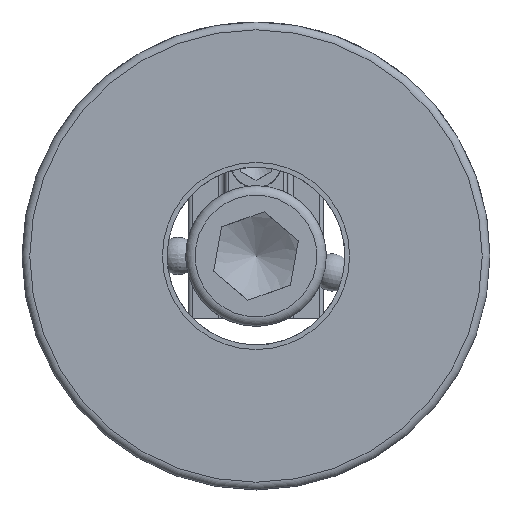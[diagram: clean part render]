
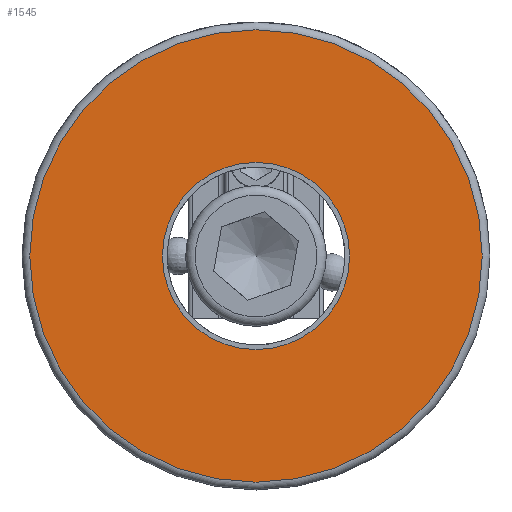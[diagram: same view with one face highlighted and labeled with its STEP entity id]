
A CAD part, left-side view. The second image highlights one B-rep face of the part: STEP entity #1545.
In plain terms, the highlighted face is planar.
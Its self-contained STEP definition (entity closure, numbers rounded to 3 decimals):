
#118=FACE_BOUND('',#290,.T.);
#141=PLANE('',#1810);
#194=FACE_OUTER_BOUND('',#289,.T.);
#289=EDGE_LOOP('',(#1147,#1148));
#290=EDGE_LOOP('',(#1149));
#533=CIRCLE('',#1751,12.);
#571=CIRCLE('',#1807,29.);
#572=CIRCLE('',#1808,29.);
#665=VERTEX_POINT('',#2548);
#698=VERTEX_POINT('',#2646);
#699=VERTEX_POINT('',#2647);
#826=EDGE_CURVE('',#665,#665,#533,.T.);
#872=EDGE_CURVE('',#698,#699,#571,.T.);
#873=EDGE_CURVE('',#699,#698,#572,.T.);
#1147=ORIENTED_EDGE('',*,*,#872,.T.);
#1148=ORIENTED_EDGE('',*,*,#873,.T.);
#1149=ORIENTED_EDGE('',*,*,#826,.T.);
#1545=ADVANCED_FACE('',(#194,#118),#141,.T.);
#1751=AXIS2_PLACEMENT_3D('',#2550,#1996,#1997);
#1807=AXIS2_PLACEMENT_3D('',#2648,#2116,#2117);
#1808=AXIS2_PLACEMENT_3D('',#2649,#2118,#2119);
#1810=AXIS2_PLACEMENT_3D('',#2651,#2122,#2123);
#1996=DIRECTION('center_axis',(0.,0.,-1.));
#1997=DIRECTION('ref_axis',(0.,1.,0.));
#2116=DIRECTION('center_axis',(0.,0.,1.));
#2117=DIRECTION('ref_axis',(-1.,0.,0.));
#2118=DIRECTION('center_axis',(0.,0.,1.));
#2119=DIRECTION('ref_axis',(-1.,0.,0.));
#2122=DIRECTION('center_axis',(0.,0.,1.));
#2123=DIRECTION('ref_axis',(1.,0.,0.));
#2548=CARTESIAN_POINT('',(0.,-12.,24.5));
#2550=CARTESIAN_POINT('Origin',(0.,0.,24.5));
#2646=CARTESIAN_POINT('',(0.,-29.,24.5));
#2647=CARTESIAN_POINT('',(-29.,0.,24.5));
#2648=CARTESIAN_POINT('Origin',(0.,0.,24.5));
#2649=CARTESIAN_POINT('Origin',(0.,0.,24.5));
#2651=CARTESIAN_POINT('Origin',(0.,-29.,24.5));
